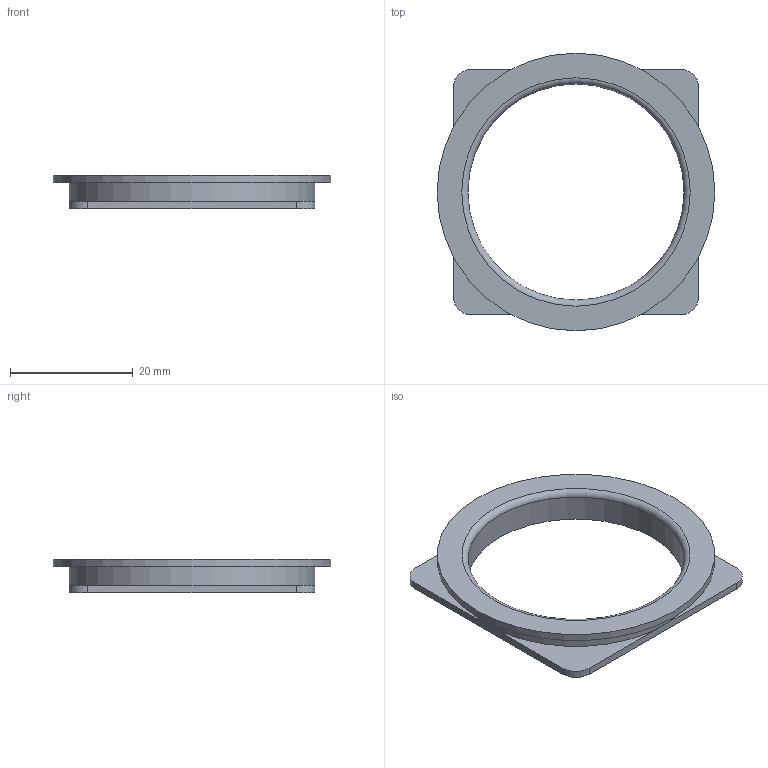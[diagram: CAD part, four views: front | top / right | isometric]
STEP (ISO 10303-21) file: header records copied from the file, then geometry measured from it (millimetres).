
FILE_DESCRIPTION(/* description */ ('STEP AP242','CAx-IF Rec.Pracs.---Representation and Presentation of Product Manufacturing Information (PMI)---4.0---2014-10-13','CAx-IF Rec.Pracs.---3D Tessellated Geometry---0.4---2014-09-14','2;1'),/* implementation_level */ '2;1');
FILE_NAME(/* name */ '68a7c7e418b34d7be29edbae',/* time_stamp */ '2025-08-22T01:29:09Z',/* author */ (''),/* organization */ (''),/* preprocessor_version */ 'ST-DEVELOPER v20',/* originating_system */ 'ONSHAPE BY PTC INC, 1.202',/* authorisation */ ' ');
FILE_SCHEMA (('AP242_MANAGED_MODEL_BASED_3D_ENGINEERING_MIM_LF { 1 0 10303 442 1 1 4 }'));
Length unit declared in the file: metre
Products named in the file (1): Camera Gasket
Bounding box: 45.2 x 45.2 x 5.4 mm (x, y, z)
Volume: 2327.2 mm3; surface area: 3217.5 mm2
Topology: 1 solids, 1 shells, 19 faces, 43 edges, 27 vertices
Faces by surface type: plane 11, cylinder 7, torus 1
Full cylindrical faces by diameter (mm): 35.2 x1, 40 x1, 45.2 x1
Entity records: 532 total; most frequent: DIRECTION 96, CARTESIAN_POINT 84, ORIENTED_EDGE 76, EDGE_CURVE 38, AXIS2_PLACEMENT_3D 38, VERTEX_POINT 26, EDGE_LOOP 26, FACE_BOUND 26
